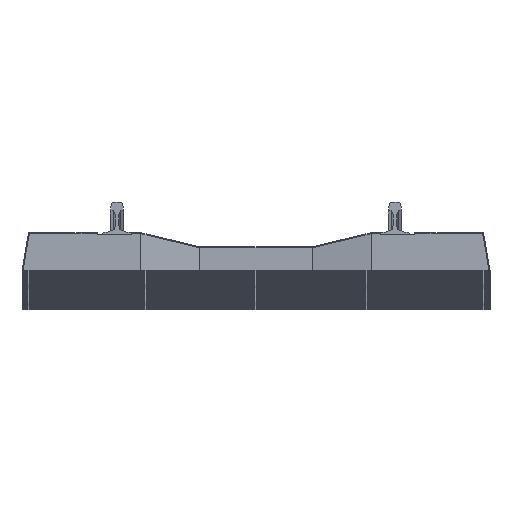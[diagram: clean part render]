
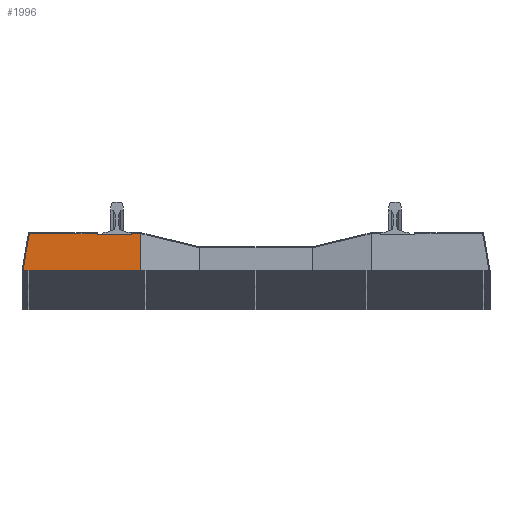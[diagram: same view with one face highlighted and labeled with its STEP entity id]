
A CAD part, top view. The second image highlights one B-rep face of the part: STEP entity #1996.
In plain terms, the highlighted planar face has unit normal (0, 0, 1).
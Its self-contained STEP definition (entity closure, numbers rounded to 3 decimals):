
#19 = LINE ( 'NONE', #702, #1396 ) ;
#53 = CARTESIAN_POINT ( 'NONE',  ( -666.36, 200., 290. ) ) ;
#64 = CARTESIAN_POINT ( 'NONE',  ( -1250., 0., 290. ) ) ;
#126 = EDGE_CURVE ( 'NONE', #3817, #442, #2125, .T. ) ;
#131 = CARTESIAN_POINT ( 'NONE',  ( -326.094, 81.251, 290. ) ) ;
#146 = DIRECTION ( 'NONE',  ( -1., 0., 0. ) ) ;
#154 = CARTESIAN_POINT ( 'NONE',  ( -1210.539, 195., 290. ) ) ;
#165 = PLANE ( 'NONE',  #3663 ) ;
#169 = LINE ( 'NONE', #131, #3225 ) ;
#330 = CARTESIAN_POINT ( 'NONE',  ( -848.36, 195., 290. ) ) ;
#352 = VERTEX_POINT ( 'NONE', #2587 ) ;
#413 = VECTOR ( 'NONE', #2102, 1000. ) ;
#442 = VERTEX_POINT ( 'NONE', #3617 ) ;
#481 = ORIENTED_EDGE ( 'NONE', *, *, #3354, .T. ) ;
#485 = LINE ( 'NONE', #773, #1711 ) ;
#510 = VECTOR ( 'NONE', #3284, 1000. ) ;
#548 = VECTOR ( 'NONE', #3122, 1000. ) ;
#650 = DIRECTION ( 'NONE',  ( -0.174, -0.985, 0. ) ) ;
#702 = CARTESIAN_POINT ( 'NONE',  ( -848.36, 190., 290. ) ) ;
#771 = VERTEX_POINT ( 'NONE', #3394 ) ;
#773 = CARTESIAN_POINT ( 'NONE',  ( 0., 195., 290. ) ) ;
#786 = ORIENTED_EDGE ( 'NONE', *, *, #2387, .T. ) ;
#939 = VERTEX_POINT ( 'NONE', #154 ) ;
#987 = DIRECTION ( 'NONE',  ( 1., 0., 0. ) ) ;
#1005 = VERTEX_POINT ( 'NONE', #1677 ) ;
#1095 = DIRECTION ( 'NONE',  ( -0.931, 0.366, 0. ) ) ;
#1201 = ORIENTED_EDGE ( 'NONE', *, *, #3843, .T. ) ;
#1210 = CARTESIAN_POINT ( 'NONE',  ( -666.36, 195., 290. ) ) ;
#1249 = LINE ( 'NONE', #64, #2237 ) ;
#1369 = ORIENTED_EDGE ( 'NONE', *, *, #3067, .T. ) ;
#1389 = CARTESIAN_POINT ( 'NONE',  ( 0., 0., 290. ) ) ;
#1396 = VECTOR ( 'NONE', #3141, 1000. ) ;
#1613 = LINE ( 'NONE', #2534, #548 ) ;
#1620 = ORIENTED_EDGE ( 'NONE', *, *, #126, .T. ) ;
#1677 = CARTESIAN_POINT ( 'NONE',  ( -615.082, 195., 290. ) ) ;
#1688 = VERTEX_POINT ( 'NONE', #1210 ) ;
#1701 = DIRECTION ( 'NONE',  ( 0., 0., -1. ) ) ;
#1703 = ORIENTED_EDGE ( 'NONE', *, *, #3820, .T. ) ;
#1711 = VECTOR ( 'NONE', #3556, 1000. ) ;
#1996 = ADVANCED_FACE ( 'NONE', ( #2261 ), #165, .F. ) ;
#2102 = DIRECTION ( 'NONE',  ( 0., 1., 0. ) ) ;
#2125 = LINE ( 'NONE', #3320, #413 ) ;
#2182 = LINE ( 'NONE', #3434, #3484 ) ;
#2207 = DIRECTION ( 'NONE',  ( 0., -1., 0. ) ) ;
#2230 = ORIENTED_EDGE ( 'NONE', *, *, #3140, .T. ) ;
#2237 = VECTOR ( 'NONE', #987, 1000. ) ;
#2261 = FACE_OUTER_BOUND ( 'NONE', #3335, .T. ) ;
#2327 = VERTEX_POINT ( 'NONE', #330 ) ;
#2387 = EDGE_CURVE ( 'NONE', #442, #1005, #169, .T. ) ;
#2427 = LINE ( 'NONE', #3362, #510 ) ;
#2534 = CARTESIAN_POINT ( 'NONE',  ( -666.36, 190., 290. ) ) ;
#2587 = CARTESIAN_POINT ( 'NONE',  ( -848.36, 190., 290. ) ) ;
#2603 = VERTEX_POINT ( 'NONE', #3133 ) ;
#2690 = VECTOR ( 'NONE', #2207, 1000. ) ;
#2842 = CARTESIAN_POINT ( 'NONE',  ( -614.735, 0., 290. ) ) ;
#3067 = EDGE_CURVE ( 'NONE', #939, #2603, #2182, .T. ) ;
#3122 = DIRECTION ( 'NONE',  ( -1., 0., 0. ) ) ;
#3133 = CARTESIAN_POINT ( 'NONE',  ( -1244.923, 0., 290. ) ) ;
#3140 = EDGE_CURVE ( 'NONE', #2327, #939, #2427, .T. ) ;
#3141 = DIRECTION ( 'NONE',  ( 0., 1., 0. ) ) ;
#3201 = ORIENTED_EDGE ( 'NONE', *, *, #3561, .T. ) ;
#3225 = VECTOR ( 'NONE', #1095, 1000. ) ;
#3284 = DIRECTION ( 'NONE',  ( -1., 0., 0. ) ) ;
#3320 = CARTESIAN_POINT ( 'NONE',  ( -614.735, 0., 290. ) ) ;
#3335 = EDGE_LOOP ( 'NONE', ( #1703, #2230, #1369, #1201, #1620, #786, #3201, #481, #3512 ) ) ;
#3354 = EDGE_CURVE ( 'NONE', #1688, #771, #3831, .T. ) ;
#3362 = CARTESIAN_POINT ( 'NONE',  ( 0., 195., 290. ) ) ;
#3394 = CARTESIAN_POINT ( 'NONE',  ( -666.36, 190., 290. ) ) ;
#3434 = CARTESIAN_POINT ( 'NONE',  ( -1207.384, 212.894, 290. ) ) ;
#3484 = VECTOR ( 'NONE', #650, 1000. ) ;
#3512 = ORIENTED_EDGE ( 'NONE', *, *, #3799, .T. ) ;
#3556 = DIRECTION ( 'NONE',  ( -1., 0., 0. ) ) ;
#3561 = EDGE_CURVE ( 'NONE', #1005, #1688, #485, .T. ) ;
#3617 = CARTESIAN_POINT ( 'NONE',  ( -614.735, 194.863, 290. ) ) ;
#3663 = AXIS2_PLACEMENT_3D ( 'NONE', #1389, #1701, #146 ) ;
#3799 = EDGE_CURVE ( 'NONE', #771, #352, #1613, .T. ) ;
#3817 = VERTEX_POINT ( 'NONE', #2842 ) ;
#3820 = EDGE_CURVE ( 'NONE', #352, #2327, #19, .T. ) ;
#3831 = LINE ( 'NONE', #53, #2690 ) ;
#3843 = EDGE_CURVE ( 'NONE', #2603, #3817, #1249, .T. ) ;
